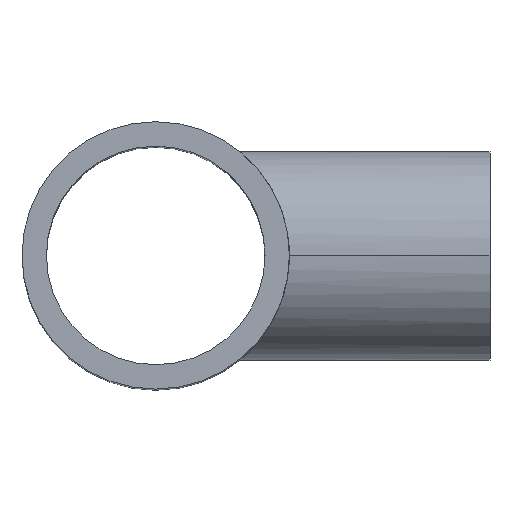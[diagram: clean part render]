
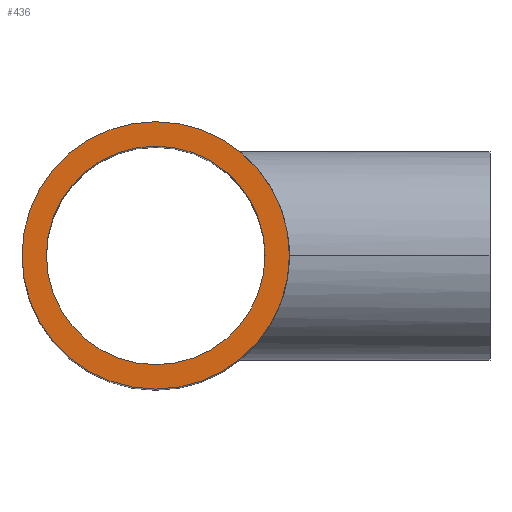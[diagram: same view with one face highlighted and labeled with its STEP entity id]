
A CAD part, top view. The second image highlights one B-rep face of the part: STEP entity #436.
In plain terms, the highlighted planar face has unit normal (0, 0, 1).
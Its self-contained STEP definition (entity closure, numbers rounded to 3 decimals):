
#4 = DIRECTION ( 'NONE',  ( 0., 0., 1. ) ) ;
#28 = FACE_OUTER_BOUND ( 'NONE', #668, .T. ) ;
#46 = DIRECTION ( 'NONE',  ( 1., 0., 0. ) ) ;
#58 = EDGE_LOOP ( 'NONE', ( #394, #440 ) ) ;
#68 = EDGE_CURVE ( 'NONE', #509, #632, #432, .T. ) ;
#92 = EDGE_CURVE ( 'NONE', #616, #230, #493, .T. ) ;
#95 = CARTESIAN_POINT ( 'NONE',  ( 0., 0., 208.5 ) ) ;
#135 = ORIENTED_EDGE ( 'NONE', *, *, #180, .T. ) ;
#159 = CARTESIAN_POINT ( 'NONE',  ( 0., 0., 208.5 ) ) ;
#173 = ORIENTED_EDGE ( 'NONE', *, *, #68, .T. ) ;
#180 = EDGE_CURVE ( 'NONE', #632, #509, #201, .T. ) ;
#201 = CIRCLE ( 'NONE', #386, 80. ) ;
#211 = CARTESIAN_POINT ( 'NONE',  ( -65.4, 0., 208.5 ) ) ;
#214 = EDGE_CURVE ( 'NONE', #230, #616, #227, .T. ) ;
#221 = CARTESIAN_POINT ( 'NONE',  ( 65.4, 0., 208.5 ) ) ;
#225 = DIRECTION ( 'NONE',  ( 1., 0., 0. ) ) ;
#227 = CIRCLE ( 'NONE', #376, 65.4 ) ;
#230 = VERTEX_POINT ( 'NONE', #211 ) ;
#264 = CARTESIAN_POINT ( 'NONE',  ( 80., 0., 208.5 ) ) ;
#292 = PLANE ( 'NONE',  #587 ) ;
#312 = DIRECTION ( 'NONE',  ( 0., 0., 1. ) ) ;
#376 = AXIS2_PLACEMENT_3D ( 'NONE', #95, #486, #536 ) ;
#377 = AXIS2_PLACEMENT_3D ( 'NONE', #159, #661, #654 ) ;
#386 = AXIS2_PLACEMENT_3D ( 'NONE', #724, #312, #46 ) ;
#394 = ORIENTED_EDGE ( 'NONE', *, *, #214, .F. ) ;
#432 = CIRCLE ( 'NONE', #377, 80. ) ;
#436 = ADVANCED_FACE ( 'NONE', ( #28, #463 ), #292, .T. ) ;
#440 = ORIENTED_EDGE ( 'NONE', *, *, #92, .F. ) ;
#463 = FACE_BOUND ( 'NONE', #58, .T. ) ;
#479 = DIRECTION ( 'NONE',  ( 1., 0., 0. ) ) ;
#483 = CARTESIAN_POINT ( 'NONE',  ( 0., 0., 208.5 ) ) ;
#486 = DIRECTION ( 'NONE',  ( 0., 0., 1. ) ) ;
#493 = CIRCLE ( 'NONE', #531, 65.4 ) ;
#509 = VERTEX_POINT ( 'NONE', #677 ) ;
#531 = AXIS2_PLACEMENT_3D ( 'NONE', #483, #599, #479 ) ;
#536 = DIRECTION ( 'NONE',  ( 1., 0., 0. ) ) ;
#566 = CARTESIAN_POINT ( 'NONE',  ( 0., 0., 208.5 ) ) ;
#587 = AXIS2_PLACEMENT_3D ( 'NONE', #566, #4, #225 ) ;
#599 = DIRECTION ( 'NONE',  ( 0., 0., 1. ) ) ;
#616 = VERTEX_POINT ( 'NONE', #221 ) ;
#632 = VERTEX_POINT ( 'NONE', #264 ) ;
#654 = DIRECTION ( 'NONE',  ( 1., 0., 0. ) ) ;
#661 = DIRECTION ( 'NONE',  ( 0., 0., 1. ) ) ;
#668 = EDGE_LOOP ( 'NONE', ( #173, #135 ) ) ;
#677 = CARTESIAN_POINT ( 'NONE',  ( -80., 0., 208.5 ) ) ;
#724 = CARTESIAN_POINT ( 'NONE',  ( 0., 0., 208.5 ) ) ;
